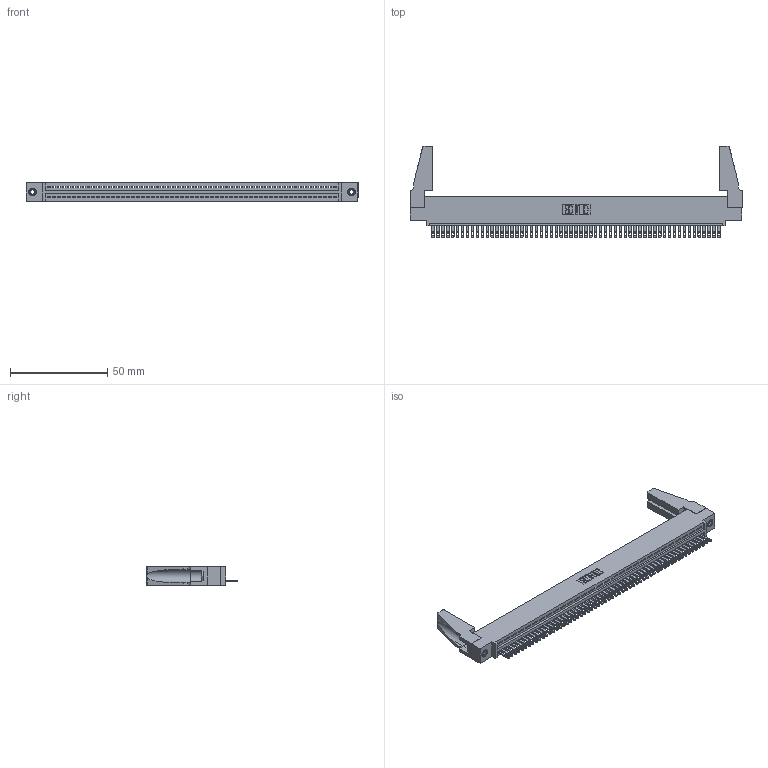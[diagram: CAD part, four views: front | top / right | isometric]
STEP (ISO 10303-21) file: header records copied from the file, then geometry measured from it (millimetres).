
FILE_DESCRIPTION (( 'STEP AP203' ), '1' );
FILE_NAME ('345-059-500-488.STEP', '2019-10-10T18:39:46', ( '' ), ( '' ), 'SwSTEP 2.0', 'SolidWorks 2016', '' );
FILE_SCHEMA (( 'CONFIG_CONTROL_DESIGN' ));
Length unit declared in the file: inch
Products named in the file (5): 345-292-001_345-293-100; 345-220-078_345-220-088; 345-059-500-488; 345-250-001_345-250-001-102; 345 Part_0.110 Offset - 0.156 Dia-TH
Assembly tree (64 placements, depth 2):
  345-059-500-488
    345 Part_0.110 Offset - 0.156 Dia-TH
    345-292-001_345-293-100  x59
    345-250-001_345-250-001-102  x2
    345-220-078_345-220-088  x2
Bounding box: 171.09 x 47.17 x 9.4 mm (x, y, z)
Volume: 19605.6 mm3; surface area: 25306.5 mm2
Topology: 64 solids, 64 shells, 3440 faces, 10579 edges, 7042 vertices
Faces by surface type: plane 2162, cylinder 1262, cone 12, torus 4
Entity records: 44326 total; most frequent: CARTESIAN_POINT 7667, ORIENTED_EDGE 7620, DIRECTION 6680, EDGE_CURVE 3810, VECTOR 3396, LINE 3396, VERTEX_POINT 2534, AXIS2_PLACEMENT_3D 1642
